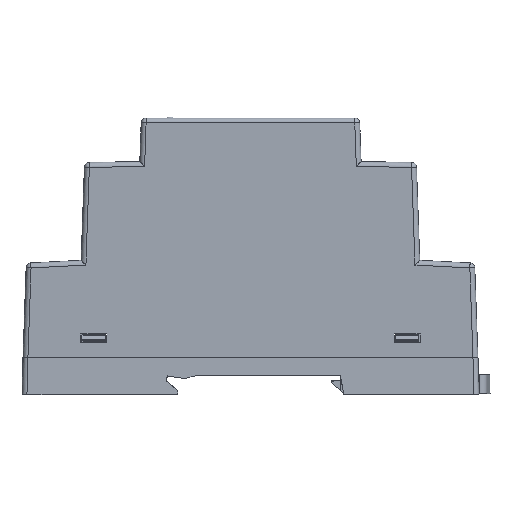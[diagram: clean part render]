
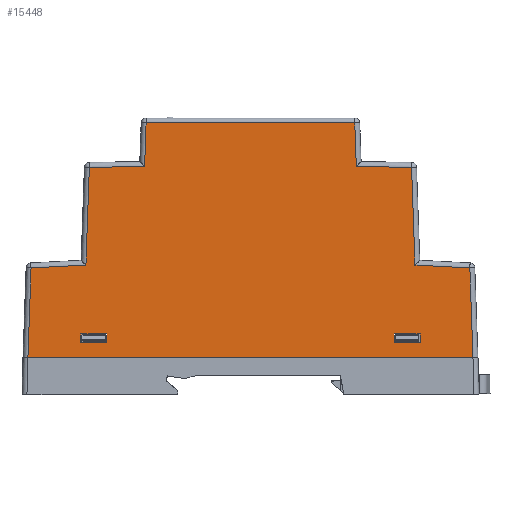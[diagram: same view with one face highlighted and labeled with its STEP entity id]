
A CAD part, left-side view. The second image highlights one B-rep face of the part: STEP entity #15448.
In plain terms, the highlighted planar face has unit normal (-1, 0, 0).
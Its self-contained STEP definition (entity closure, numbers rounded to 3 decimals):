
#14420=CARTESIAN_POINT('',(-12.25,29.07,2.98));
#14421=VERTEX_POINT('',#14420);
#14428=CARTESIAN_POINT('',(-12.25,29.07,4.73));
#14429=VERTEX_POINT('',#14428);
#14430=CARTESIAN_POINT('',(-12.25,29.07,4.73));
#14431=DIRECTION('',(0.0,0.0,-1.0));
#14432=VECTOR('',#14431,1.75);
#14433=LINE('',#14430,#14432);
#14434=EDGE_CURVE('',#14429,#14421,#14433,.T.);
#14450=CARTESIAN_POINT('',(-12.25,34.32,4.73));
#14451=VERTEX_POINT('',#14450);
#14460=CARTESIAN_POINT('',(-12.25,34.32,4.73));
#14461=DIRECTION('',(0.0,-1.0,0.0));
#14462=VECTOR('',#14461,5.25);
#14463=LINE('',#14460,#14462);
#14464=EDGE_CURVE('',#14451,#14429,#14463,.T.);
#14476=CARTESIAN_POINT('',(-12.25,34.32,2.98));
#14477=VERTEX_POINT('',#14476);
#14478=CARTESIAN_POINT('',(-12.25,34.32,2.98));
#14479=DIRECTION('',(0.0,0.0,1.0));
#14480=VECTOR('',#14479,1.75);
#14481=LINE('',#14478,#14480);
#14482=EDGE_CURVE('',#14477,#14451,#14481,.T.);
#15281=CARTESIAN_POINT('',(-12.25,-44.369,18.084));
#15282=VERTEX_POINT('',#15281);
#15283=CARTESIAN_POINT('',(-12.25,-45.001,0.));
#15284=VERTEX_POINT('',#15283);
#15285=CARTESIAN_POINT('',(-12.25,-44.369,18.084));
#15286=DIRECTION('',(0.0,-0.035,-0.999));
#15287=VECTOR('',#15286,18.095);
#15288=LINE('',#15285,#15287);
#15289=EDGE_CURVE('',#15282,#15284,#15288,.T.);
#15309=CARTESIAN_POINT('',(-12.25,0.0,24.2));
#15310=DIRECTION('',(1.0,0.0,0.0));
#15311=DIRECTION('',(0.0,0.0,-1.0));
#15312=AXIS2_PLACEMENT_3D('',#15309,#15310,#15311);
#15313=PLANE('',#15312);
#15314=ORIENTED_EDGE('',*,*,#15289,.F.);
#15315=CARTESIAN_POINT('',(-12.25,-33.275,18.666));
#15316=VERTEX_POINT('',#15315);
#15317=CARTESIAN_POINT('',(-12.25,-33.275,18.666));
#15318=DIRECTION('',(0.0,-0.999,-0.052));
#15319=VECTOR('',#15318,11.109);
#15320=LINE('',#15317,#15319);
#15321=EDGE_CURVE('',#15316,#15282,#15320,.T.);
#15322=ORIENTED_EDGE('',*,*,#15321,.F.);
#15323=CARTESIAN_POINT('',(-12.25,-32.585,38.417));
#15324=VERTEX_POINT('',#15323);
#15325=CARTESIAN_POINT('',(-12.25,-32.585,38.417));
#15326=DIRECTION('',(0.0,-0.035,-0.999));
#15327=VECTOR('',#15326,19.763);
#15328=LINE('',#15325,#15327);
#15329=EDGE_CURVE('',#15324,#15316,#15328,.T.);
#15330=ORIENTED_EDGE('',*,*,#15329,.F.);
#15331=CARTESIAN_POINT('',(-12.25,-21.409,38.612));
#15332=VERTEX_POINT('',#15331);
#15333=CARTESIAN_POINT('',(-12.25,-21.409,38.612));
#15334=DIRECTION('',(0.0,-1.,-0.017));
#15335=VECTOR('',#15334,11.178);
#15336=LINE('',#15333,#15335);
#15337=EDGE_CURVE('',#15332,#15324,#15336,.T.);
#15338=ORIENTED_EDGE('',*,*,#15337,.F.);
#15339=CARTESIAN_POINT('',(-12.25,-21.102,47.4));
#15340=VERTEX_POINT('',#15339);
#15341=CARTESIAN_POINT('',(-12.25,-21.102,47.4));
#15342=DIRECTION('',(0.0,-0.035,-0.999));
#15343=VECTOR('',#15342,8.794);
#15344=LINE('',#15341,#15343);
#15345=EDGE_CURVE('',#15340,#15332,#15344,.T.);
#15346=ORIENTED_EDGE('',*,*,#15345,.F.);
#15347=CARTESIAN_POINT('',(-12.25,21.102,47.4));
#15348=VERTEX_POINT('',#15347);
#15349=CARTESIAN_POINT('',(-12.25,21.102,47.4));
#15350=DIRECTION('',(0.0,-1.0,0.0));
#15351=VECTOR('',#15350,42.205);
#15352=LINE('',#15349,#15351);
#15353=EDGE_CURVE('',#15348,#15340,#15352,.T.);
#15354=ORIENTED_EDGE('',*,*,#15353,.F.);
#15355=CARTESIAN_POINT('',(-12.25,21.409,38.612));
#15356=VERTEX_POINT('',#15355);
#15357=CARTESIAN_POINT('',(-12.25,21.409,38.612));
#15358=DIRECTION('',(0.0,-0.035,0.999));
#15359=VECTOR('',#15358,8.794);
#15360=LINE('',#15357,#15359);
#15361=EDGE_CURVE('',#15356,#15348,#15360,.T.);
#15362=ORIENTED_EDGE('',*,*,#15361,.F.);
#15363=CARTESIAN_POINT('',(-12.25,32.585,38.417));
#15364=VERTEX_POINT('',#15363);
#15365=CARTESIAN_POINT('',(-12.25,32.585,38.417));
#15366=DIRECTION('',(0.0,-1.,0.017));
#15367=VECTOR('',#15366,11.178);
#15368=LINE('',#15365,#15367);
#15369=EDGE_CURVE('',#15364,#15356,#15368,.T.);
#15370=ORIENTED_EDGE('',*,*,#15369,.F.);
#15371=CARTESIAN_POINT('',(-12.25,33.275,18.666));
#15372=VERTEX_POINT('',#15371);
#15373=CARTESIAN_POINT('',(-12.25,33.275,18.666));
#15374=DIRECTION('',(0.0,-0.035,0.999));
#15375=VECTOR('',#15374,19.763);
#15376=LINE('',#15373,#15375);
#15377=EDGE_CURVE('',#15372,#15364,#15376,.T.);
#15378=ORIENTED_EDGE('',*,*,#15377,.F.);
#15379=CARTESIAN_POINT('',(-12.25,44.369,18.084));
#15380=VERTEX_POINT('',#15379);
#15381=CARTESIAN_POINT('',(-12.25,44.369,18.084));
#15382=DIRECTION('',(0.0,-0.999,0.052));
#15383=VECTOR('',#15382,11.109);
#15384=LINE('',#15381,#15383);
#15385=EDGE_CURVE('',#15380,#15372,#15384,.T.);
#15386=ORIENTED_EDGE('',*,*,#15385,.F.);
#15387=CARTESIAN_POINT('',(-12.25,45.001,0.0));
#15388=VERTEX_POINT('',#15387);
#15389=CARTESIAN_POINT('',(-12.25,45.,0.));
#15390=DIRECTION('',(0.0,-0.035,0.999));
#15391=VECTOR('',#15390,18.095);
#15392=LINE('',#15389,#15391);
#15393=EDGE_CURVE('',#15388,#15380,#15392,.T.);
#15394=ORIENTED_EDGE('',*,*,#15393,.F.);
#15395=CARTESIAN_POINT('',(-12.25,45.001,0.0));
#15396=DIRECTION('',(0.0,-1.0,0.0));
#15397=VECTOR('',#15396,90.002);
#15398=LINE('',#15395,#15397);
#15399=EDGE_CURVE('',#15388,#15284,#15398,.T.);
#15400=ORIENTED_EDGE('',*,*,#15399,.T.);
#15401=EDGE_LOOP('',(#15314,#15322,#15330,#15338,#15346,#15354,#15362,#15370,#15378,#15386,#15394,#15400));
#15402=FACE_OUTER_BOUND('',#15401,.T.);
#15403=CARTESIAN_POINT('',(-12.25,-34.32,2.98));
#15404=VERTEX_POINT('',#15403);
#15405=CARTESIAN_POINT('',(-12.25,-29.07,2.98));
#15406=VERTEX_POINT('',#15405);
#15407=CARTESIAN_POINT('',(-12.25,-34.32,2.98));
#15408=DIRECTION('',(0.0,1.,0.));
#15409=VECTOR('',#15408,5.25);
#15410=LINE('',#15407,#15409);
#15411=EDGE_CURVE('',#15404,#15406,#15410,.T.);
#15412=ORIENTED_EDGE('',*,*,#15411,.T.);
#15413=CARTESIAN_POINT('',(-12.25,-29.07,4.73));
#15414=VERTEX_POINT('',#15413);
#15415=CARTESIAN_POINT('',(-12.25,-29.07,2.98));
#15416=DIRECTION('',(0.0,0.0,1.0));
#15417=VECTOR('',#15416,1.75);
#15418=LINE('',#15415,#15417);
#15419=EDGE_CURVE('',#15406,#15414,#15418,.T.);
#15420=ORIENTED_EDGE('',*,*,#15419,.T.);
#15421=CARTESIAN_POINT('',(-12.25,-34.32,4.73));
#15422=VERTEX_POINT('',#15421);
#15423=CARTESIAN_POINT('',(-12.25,-29.07,4.73));
#15424=DIRECTION('',(0.0,-1.0,0.0));
#15425=VECTOR('',#15424,5.25);
#15426=LINE('',#15423,#15425);
#15427=EDGE_CURVE('',#15414,#15422,#15426,.T.);
#15428=ORIENTED_EDGE('',*,*,#15427,.T.);
#15429=CARTESIAN_POINT('',(-12.25,-34.32,4.73));
#15430=DIRECTION('',(0.0,0.0,-1.0));
#15431=VECTOR('',#15430,1.75);
#15432=LINE('',#15429,#15431);
#15433=EDGE_CURVE('',#15422,#15404,#15432,.T.);
#15434=ORIENTED_EDGE('',*,*,#15433,.T.);
#15435=EDGE_LOOP('',(#15412,#15420,#15428,#15434));
#15436=FACE_BOUND('',#15435,.T.);
#15437=CARTESIAN_POINT('',(-12.25,29.07,2.98));
#15438=DIRECTION('',(0.0,1.0,0.));
#15439=VECTOR('',#15438,5.25);
#15440=LINE('',#15437,#15439);
#15441=EDGE_CURVE('',#14421,#14477,#15440,.T.);
#15442=ORIENTED_EDGE('',*,*,#15441,.T.);
#15443=ORIENTED_EDGE('',*,*,#14482,.T.);
#15444=ORIENTED_EDGE('',*,*,#14464,.T.);
#15445=ORIENTED_EDGE('',*,*,#14434,.T.);
#15446=EDGE_LOOP('',(#15442,#15443,#15444,#15445));
#15447=FACE_BOUND('',#15446,.T.);
#15448=ADVANCED_FACE('',(#15402,#15436,#15447),#15313,.F.);
